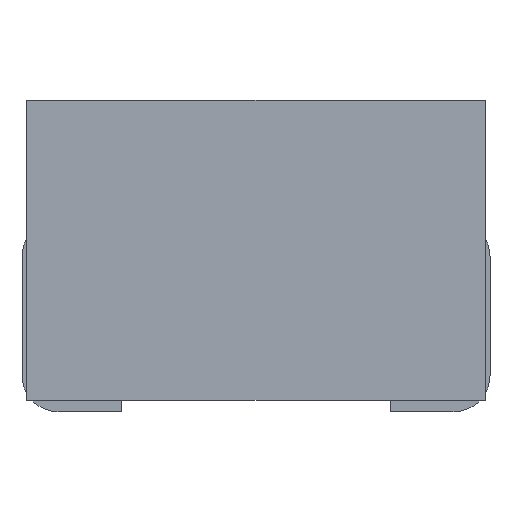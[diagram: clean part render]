
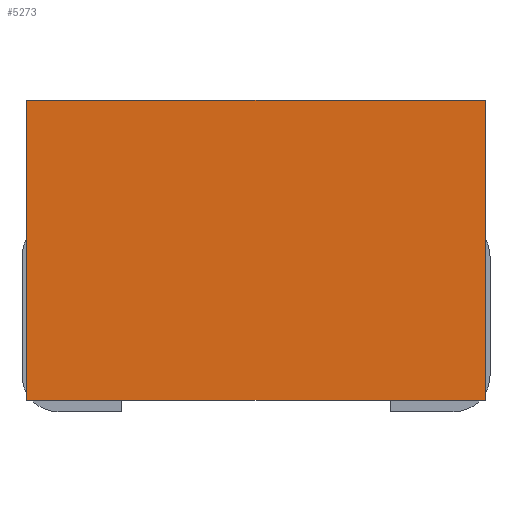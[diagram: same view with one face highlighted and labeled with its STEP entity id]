
A CAD part, front view. The second image highlights one B-rep face of the part: STEP entity #5273.
In plain terms, the highlighted face is planar.
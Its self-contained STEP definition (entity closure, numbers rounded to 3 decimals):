
#174=ORIENTED_EDGE('',*,*,#1267,.T.);
#175=ORIENTED_EDGE('',*,*,#1268,.F.);
#176=ORIENTED_EDGE('',*,*,#1269,.F.);
#177=ORIENTED_EDGE('',*,*,#1266,.T.);
#1266=EDGE_CURVE('',#1807,#1809,#2184,.T.);
#1267=EDGE_CURVE('',#1809,#1810,#2185,.T.);
#1268=EDGE_CURVE('',#1811,#1810,#2186,.T.);
#1269=EDGE_CURVE('',#1807,#1811,#2187,.T.);
#1807=VERTEX_POINT('',#6767);
#1809=VERTEX_POINT('',#6771);
#1810=VERTEX_POINT('',#6775);
#1811=VERTEX_POINT('',#6777);
#2184=LINE('',#6772,#2659);
#2185=LINE('',#6774,#2660);
#2186=LINE('',#6776,#2661);
#2187=LINE('',#6778,#2662);
#2659=VECTOR('',#5782,1000.);
#2660=VECTOR('',#5785,1000.);
#2661=VECTOR('',#5786,1000.);
#2662=VECTOR('',#5787,1000.);
#3112=EDGE_LOOP('',(#174,#175,#176,#177));
#3358=FACE_BOUND('',#3112,.T.);
#3604=PLANE('',#5493);
#5273=ADVANCED_FACE('',(#3358),#3604,.T.);
#5493=AXIS2_PLACEMENT_3D('',#6773,#5783,#5784);
#5782=DIRECTION('',(0.,-1.,0.));
#5783=DIRECTION('',(-1.,0.,0.));
#5784=DIRECTION('',(0.,0.,1.));
#5785=DIRECTION('',(0.,0.,1.));
#5786=DIRECTION('',(0.,-1.,0.));
#5787=DIRECTION('',(0.,0.,1.));
#6767=CARTESIAN_POINT('',(-3.5,3.5,-2.78));
#6771=CARTESIAN_POINT('',(-3.5,-3.5,-2.78));
#6772=CARTESIAN_POINT('',(-3.5,3.5,-2.78));
#6773=CARTESIAN_POINT('',(-3.5,3.5,-2.78));
#6774=CARTESIAN_POINT('',(-3.5,-3.5,-2.78));
#6775=CARTESIAN_POINT('',(-3.5,-3.5,1.8));
#6776=CARTESIAN_POINT('',(-3.5,3.5,1.8));
#6777=CARTESIAN_POINT('',(-3.5,3.5,1.8));
#6778=CARTESIAN_POINT('',(-3.5,3.5,-2.78));
